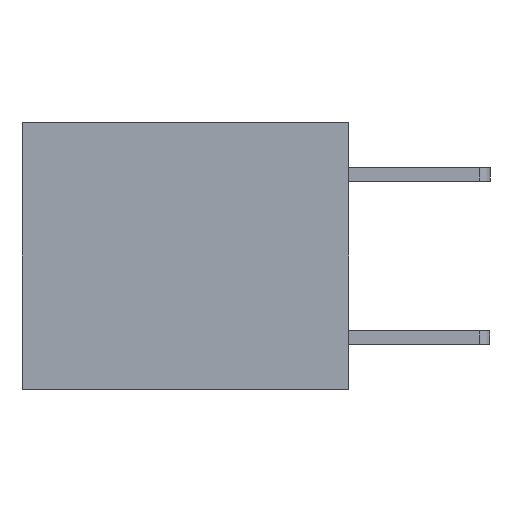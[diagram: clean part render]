
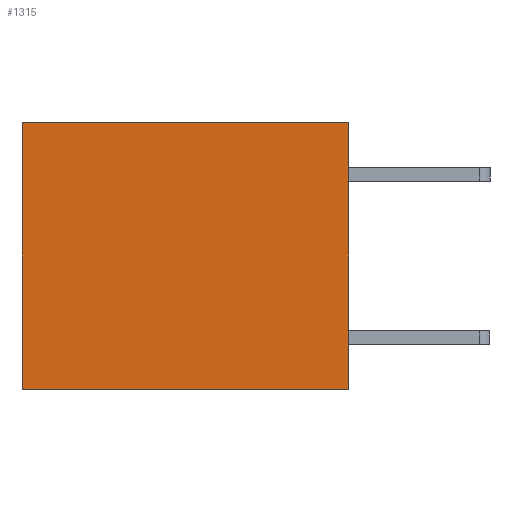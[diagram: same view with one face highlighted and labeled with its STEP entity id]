
A CAD part, left-side view. The second image highlights one B-rep face of the part: STEP entity #1315.
In plain terms, the highlighted planar face has unit normal (-1, 0, 0).
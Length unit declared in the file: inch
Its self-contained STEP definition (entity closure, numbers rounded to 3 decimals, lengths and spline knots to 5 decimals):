
#72 = VERTEX_POINT ( 'NONE', #5415 ) ;
#299 = DIRECTION ( 'NONE',  ( 0., 1., 0. ) ) ;
#411 = LINE ( 'NONE', #8450, #11647 ) ;
#541 = PLANE ( 'NONE',  #2125 ) ;
#666 = LINE ( 'NONE', #7772, #9180 ) ;
#1315 = ADVANCED_FACE ( 'NONE', ( #4676 ), #541, .F. ) ;
#1886 = ORIENTED_EDGE ( 'NONE', *, *, #5256, .T. ) ;
#1932 = EDGE_CURVE ( 'NONE', #11736, #72, #9321, .T. ) ;
#2125 = AXIS2_PLACEMENT_3D ( 'NONE', #6890, #10654, #6293 ) ;
#2389 = VECTOR ( 'NONE', #8592, 39.37008 ) ;
#2637 = EDGE_CURVE ( 'NONE', #11736, #8785, #666, .T. ) ;
#4620 = EDGE_CURVE ( 'NONE', #8785, #9958, #411, .T. ) ;
#4676 = FACE_OUTER_BOUND ( 'NONE', #8285, .T. ) ;
#4831 = ORIENTED_EDGE ( 'NONE', *, *, #2637, .F. ) ;
#5256 = EDGE_CURVE ( 'NONE', #72, #9958, #10189, .T. ) ;
#5415 = CARTESIAN_POINT ( 'NONE',  ( 0.3165, 0.6, 0. ) ) ;
#5880 = CARTESIAN_POINT ( 'NONE',  ( 0.3165, 0., -0.49 ) ) ;
#6293 = DIRECTION ( 'NONE',  ( 0., 0., -1. ) ) ;
#6890 = CARTESIAN_POINT ( 'NONE',  ( 0.3165, 0., -0.49 ) ) ;
#7203 = VECTOR ( 'NONE', #11489, 39.37008 ) ;
#7733 = ORIENTED_EDGE ( 'NONE', *, *, #1932, .T. ) ;
#7772 = CARTESIAN_POINT ( 'NONE',  ( 0.3165, 0., -0.49 ) ) ;
#8285 = EDGE_LOOP ( 'NONE', ( #1886, #10731, #4831, #7733 ) ) ;
#8450 = CARTESIAN_POINT ( 'NONE',  ( 0.3165, 0., -0.49 ) ) ;
#8592 = DIRECTION ( 'NONE',  ( 0., 0., -1. ) ) ;
#8785 = VERTEX_POINT ( 'NONE', #5880 ) ;
#9178 = CARTESIAN_POINT ( 'NONE',  ( 0.3165, 0., 0. ) ) ;
#9180 = VECTOR ( 'NONE', #10537, 39.37008 ) ;
#9321 = LINE ( 'NONE', #10551, #7203 ) ;
#9958 = VERTEX_POINT ( 'NONE', #10565 ) ;
#10189 = LINE ( 'NONE', #11423, #2389 ) ;
#10537 = DIRECTION ( 'NONE',  ( 0., 0., -1. ) ) ;
#10551 = CARTESIAN_POINT ( 'NONE',  ( 0.3165, 0., 0. ) ) ;
#10565 = CARTESIAN_POINT ( 'NONE',  ( 0.3165, 0.6, -0.49 ) ) ;
#10654 = DIRECTION ( 'NONE',  ( 1., 0., 0. ) ) ;
#10731 = ORIENTED_EDGE ( 'NONE', *, *, #4620, .F. ) ;
#11423 = CARTESIAN_POINT ( 'NONE',  ( 0.3165, 0.6, -0.49 ) ) ;
#11489 = DIRECTION ( 'NONE',  ( 0., 1., 0. ) ) ;
#11647 = VECTOR ( 'NONE', #299, 39.37008 ) ;
#11736 = VERTEX_POINT ( 'NONE', #9178 ) ;
